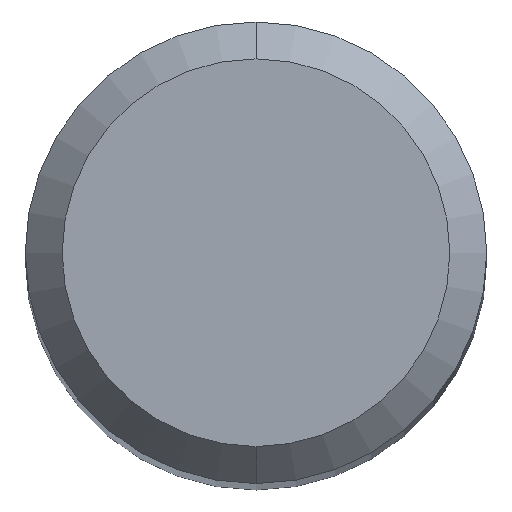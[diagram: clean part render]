
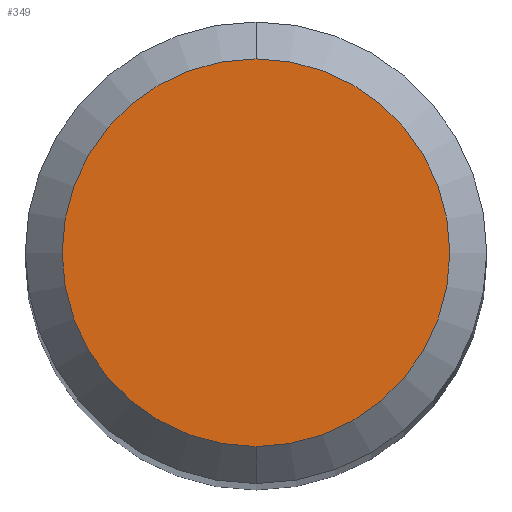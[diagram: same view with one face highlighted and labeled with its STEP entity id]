
A CAD part, top view. The second image highlights one B-rep face of the part: STEP entity #349.
In plain terms, the highlighted planar face has unit normal (0, 0, 1).
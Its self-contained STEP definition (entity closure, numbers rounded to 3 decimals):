
#349=ADVANCED_FACE('',(#961),#962,.T.);
#415=VERTEX_POINT('',#1036);
#513=VERTEX_POINT('',#1142);
#523=EDGE_CURVE('',#513,#415,#1153,.T.);
#607=EDGE_CURVE('',#415,#513,#1242,.T.);
#961=FACE_OUTER_BOUND('',#1724,.T.);
#962=PLANE('',#1725);
#1036=CARTESIAN_POINT('',(0.0,2.1,0.0));
#1142=CARTESIAN_POINT('',(0.,-2.1,0.0));
#1153=CIRCLE('',#3428,2.1);
#1242=CIRCLE('',#3692,2.1);
#1724=EDGE_LOOP('',(#6098,#6099));
#1725=AXIS2_PLACEMENT_3D('',#6100,#6101,#6102);
#3428=AXIS2_PLACEMENT_3D('',#6303,#6304,#6305);
#3692=AXIS2_PLACEMENT_3D('',#6367,#6368,#6369);
#6098=ORIENTED_EDGE('',*,*,#607,.F.);
#6099=ORIENTED_EDGE('',*,*,#523,.F.);
#6100=CARTESIAN_POINT('',(0.0,1.05,0.0));
#6101=DIRECTION('',(-0.0,0.0,1.0));
#6102=DIRECTION('',(0.0,-1.0,0.0));
#6303=CARTESIAN_POINT('',(0.0,0.0,0.0));
#6304=DIRECTION('',(0.0,0.0,-1.0));
#6305=DIRECTION('',(0.0,1.0,0.0));
#6367=CARTESIAN_POINT('',(0.0,0.0,0.0));
#6368=DIRECTION('',(0.0,0.0,-1.0));
#6369=DIRECTION('',(0.0,1.0,0.0));
